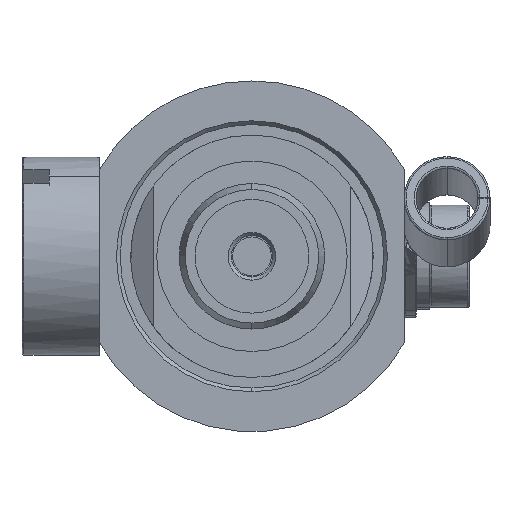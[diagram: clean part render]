
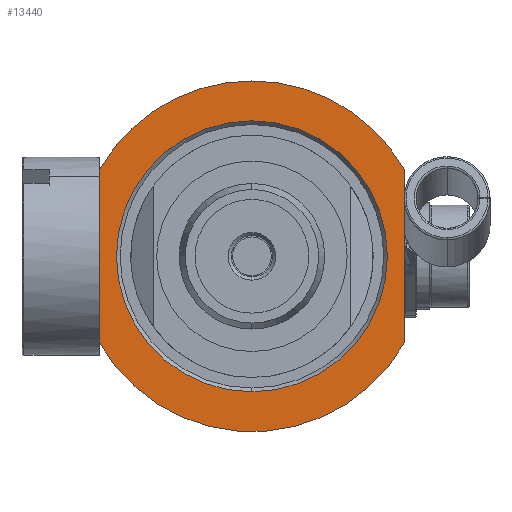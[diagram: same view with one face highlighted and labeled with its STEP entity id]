
A CAD part, left-side view. The second image highlights one B-rep face of the part: STEP entity #13440.
In plain terms, the highlighted planar face has unit normal (-1, 0, 0).
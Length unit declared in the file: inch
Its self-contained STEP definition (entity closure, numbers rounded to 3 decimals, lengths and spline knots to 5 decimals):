
#243 = EDGE_CURVE ( 'NONE', #5571, #2581, #13796, .T. ) ;
#378 = DIRECTION ( 'NONE',  ( -1., 0., 0. ) ) ;
#542 = DIRECTION ( 'NONE',  ( 0., 0., 1. ) ) ;
#586 = AXIS2_PLACEMENT_3D ( 'NONE', #23201, #378, #542 ) ;
#1257 = CARTESIAN_POINT ( 'NONE',  ( -0.578, 0., 0. ) ) ;
#1707 = AXIS2_PLACEMENT_3D ( 'NONE', #26468, #8003, #3715 ) ;
#2581 = VERTEX_POINT ( 'NONE', #14299 ) ;
#2893 = EDGE_CURVE ( 'NONE', #24560, #8115, #26868, .T. ) ;
#3002 = DIRECTION ( 'NONE',  ( 0., 0., 1. ) ) ;
#3342 = ORIENTED_EDGE ( 'NONE', *, *, #6482, .F. ) ;
#3452 = LINE ( 'NONE', #21862, #23216 ) ;
#3597 = FACE_BOUND ( 'NONE', #4231, .T. ) ;
#3715 = DIRECTION ( 'NONE',  ( 0., 0., 1. ) ) ;
#4231 = EDGE_LOOP ( 'NONE', ( #3342, #7576 ) ) ;
#4968 = AXIS2_PLACEMENT_3D ( 'NONE', #22427, #5928, #9965 ) ;
#5188 = CARTESIAN_POINT ( 'NONE',  ( -0.578, 0., 0.35 ) ) ;
#5214 = EDGE_LOOP ( 'NONE', ( #20592, #22402, #6833, #13577, #24643 ) ) ;
#5411 = CARTESIAN_POINT ( 'NONE',  ( -0.578, 0., -0.35 ) ) ;
#5571 = VERTEX_POINT ( 'NONE', #17949 ) ;
#5759 = PLANE ( 'NONE',  #24801 ) ;
#5928 = DIRECTION ( 'NONE',  ( -1., 0., 0. ) ) ;
#6482 = EDGE_CURVE ( 'NONE', #21672, #13612, #21168, .T. ) ;
#6811 = DIRECTION ( 'NONE',  ( 0., 0., 1. ) ) ;
#6833 = ORIENTED_EDGE ( 'NONE', *, *, #12574, .T. ) ;
#6948 = AXIS2_PLACEMENT_3D ( 'NONE', #9122, #13379, #3002 ) ;
#7576 = ORIENTED_EDGE ( 'NONE', *, *, #26006, .F. ) ;
#8003 = DIRECTION ( 'NONE',  ( -1., 0., 0. ) ) ;
#8115 = VERTEX_POINT ( 'NONE', #18632 ) ;
#9122 = CARTESIAN_POINT ( 'NONE',  ( -0.578, 0., 0. ) ) ;
#9505 = DIRECTION ( 'NONE',  ( 0., 0., -1. ) ) ;
#9596 = VECTOR ( 'NONE', #6811, 39.37008 ) ;
#9706 = EDGE_CURVE ( 'NONE', #23918, #24560, #20014, .T. ) ;
#9965 = DIRECTION ( 'NONE',  ( 0., 0., 1. ) ) ;
#10096 = EDGE_CURVE ( 'NONE', #2581, #23918, #3452, .T. ) ;
#11548 = DIRECTION ( 'NONE',  ( -1., 0., 0. ) ) ;
#12507 = CARTESIAN_POINT ( 'NONE',  ( -0.578, 0.394, -0.22355 ) ) ;
#12574 = EDGE_CURVE ( 'NONE', #8115, #5571, #15629, .T. ) ;
#13379 = DIRECTION ( 'NONE',  ( -1., 0., 0. ) ) ;
#13440 = ADVANCED_FACE ( 'NONE', ( #3597, #20467 ), #5759, .F. ) ;
#13577 = ORIENTED_EDGE ( 'NONE', *, *, #243, .T. ) ;
#13612 = VERTEX_POINT ( 'NONE', #24526 ) ;
#13796 = CIRCLE ( 'NONE', #6948, 0.453 ) ;
#14299 = CARTESIAN_POINT ( 'NONE',  ( -0.578, 0.394, 0.22355 ) ) ;
#15629 = CIRCLE ( 'NONE', #1707, 0.453 ) ;
#17949 = CARTESIAN_POINT ( 'NONE',  ( -0.578, 0., 0.453 ) ) ;
#18632 = CARTESIAN_POINT ( 'NONE',  ( -0.578, -0.394, 0.22355 ) ) ;
#18868 = CARTESIAN_POINT ( 'NONE',  ( -0.578, -0.394, -0.22355 ) ) ;
#20014 = CIRCLE ( 'NONE', #586, 0.453 ) ;
#20289 = DIRECTION ( 'NONE',  ( 0., 0., -1. ) ) ;
#20467 = FACE_OUTER_BOUND ( 'NONE', #5214, .T. ) ;
#20518 = AXIS2_PLACEMENT_3D ( 'NONE', #1257, #11548, #24094 ) ;
#20592 = ORIENTED_EDGE ( 'NONE', *, *, #9706, .T. ) ;
#21168 = CIRCLE ( 'NONE', #4968, 0.35 ) ;
#21672 = VERTEX_POINT ( 'NONE', #5188 ) ;
#21751 = CIRCLE ( 'NONE', #20518, 0.35 ) ;
#21862 = CARTESIAN_POINT ( 'NONE',  ( -0.578, 0.394, -0.35 ) ) ;
#22001 = DIRECTION ( 'NONE',  ( 1., 0., 0. ) ) ;
#22402 = ORIENTED_EDGE ( 'NONE', *, *, #2893, .T. ) ;
#22427 = CARTESIAN_POINT ( 'NONE',  ( -0.578, 0., 0. ) ) ;
#23201 = CARTESIAN_POINT ( 'NONE',  ( -0.578, 0., 0. ) ) ;
#23216 = VECTOR ( 'NONE', #9505, 39.37008 ) ;
#23390 = CARTESIAN_POINT ( 'NONE',  ( -0.578, -0.394, -0.35 ) ) ;
#23918 = VERTEX_POINT ( 'NONE', #12507 ) ;
#24094 = DIRECTION ( 'NONE',  ( 0., 0., 1. ) ) ;
#24526 = CARTESIAN_POINT ( 'NONE',  ( -0.578, 0., -0.35 ) ) ;
#24560 = VERTEX_POINT ( 'NONE', #18868 ) ;
#24643 = ORIENTED_EDGE ( 'NONE', *, *, #10096, .T. ) ;
#24801 = AXIS2_PLACEMENT_3D ( 'NONE', #5411, #22001, #20289 ) ;
#26006 = EDGE_CURVE ( 'NONE', #13612, #21672, #21751, .T. ) ;
#26468 = CARTESIAN_POINT ( 'NONE',  ( -0.578, 0., 0. ) ) ;
#26868 = LINE ( 'NONE', #23390, #9596 ) ;
